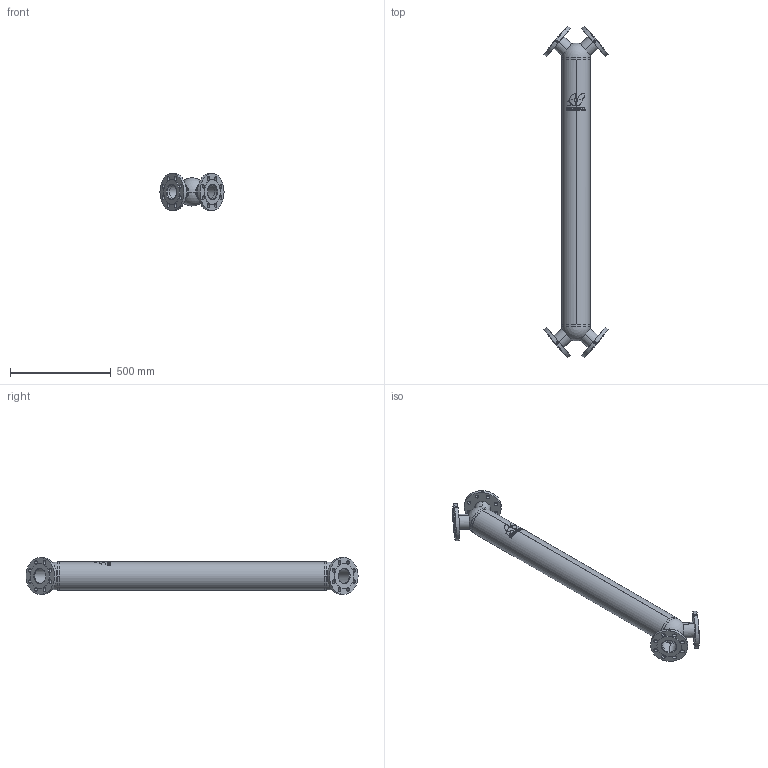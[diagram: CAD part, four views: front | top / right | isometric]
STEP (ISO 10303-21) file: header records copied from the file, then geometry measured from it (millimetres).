
FILE_DESCRIPTION (( 'STEP AP214' ), '1' );
FILE_NAME ('JAD X(K) 5.38 FF.PRO[STA].SS[CS].STEP', '2019-02-08T12:25:58', ( '' ), ( '' ), 'SwSTEP 2.0', 'SolidWorks 2017', '' );
FILE_SCHEMA (( 'AUTOMOTIVE_DESIGN' ));
Length unit declared in the file: millimetre
Products named in the file (1): JAD X(K) 5.38 FF.PRO[STA].SS[CS]
Bounding box: 318.38 x 1650.43 x 185 mm (x, y, z)
Volume: 2898433.7 mm3; surface area: 1691399.5 mm2
Topology: 13 solids, 13 shells, 868 faces, 2268 edges, 1444 vertices
Faces by surface type: cylinder 364, plane 292, cone 168, bspline 36, sphere 8
Entity records: 39573 total; most frequent: CARTESIAN_POINT 8254, DIRECTION 4524, ORIENTED_EDGE 4504, EDGE_CURVE 2252, AXIS2_PLACEMENT_3D 1769, VERTEX_POINT 1436, EDGE_LOOP 1136, VECTOR 986
